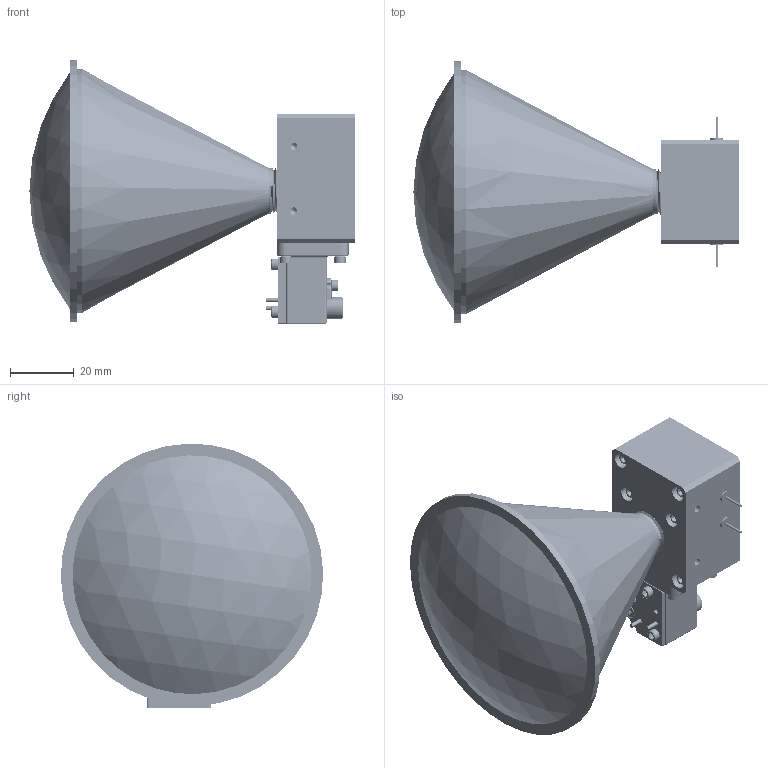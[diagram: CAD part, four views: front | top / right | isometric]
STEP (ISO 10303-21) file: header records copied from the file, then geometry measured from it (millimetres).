
FILE_DESCRIPTION (( 'STEP AP203' ), '1' );
FILE_NAME ('SSD-24307-22L-D1.STEP', '2019-03-28T19:49:41', ( '' ), ( '' ), 'SwSTEP 2.0', 'SolidWorks 2016', '' );
FILE_SCHEMA (( 'CONFIG_CONTROL_DESIGN' ));
Length unit declared in the file: millimetre
Products named in the file (1): SSD-24307-22L-D1
Bounding box: 102.01 x 82.26 x 83.04 mm (x, y, z)
Volume: 92856.7 mm3; surface area: 54674.6 mm2
Topology: 32 solids, 32 shells, 2910 faces, 8005 edges, 5187 vertices
Faces by surface type: cylinder 2204, plane 342, cone 296, bspline 43, torus 19, sphere 6
Entity records: 139384 total; most frequent: CARTESIAN_POINT 77007, ORIENTED_EDGE 15874, DIRECTION 10520, EDGE_CURVE 7937, VERTEX_POINT 5187, AXIS2_PLACEMENT_3D 3845, EDGE_LOOP 3070, ADVANCED_FACE 2910
